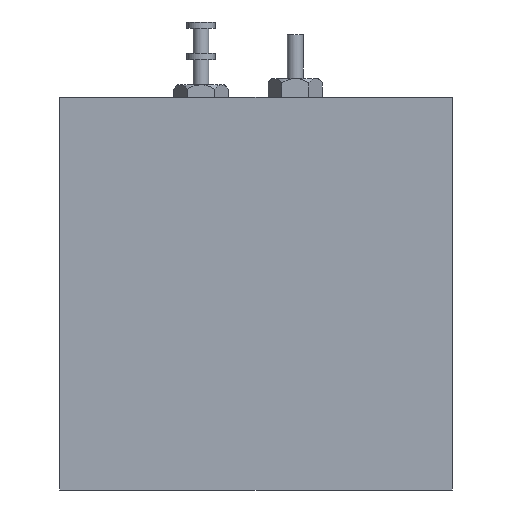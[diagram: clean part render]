
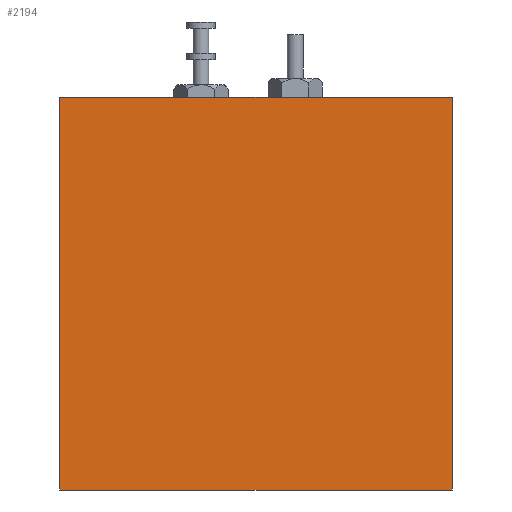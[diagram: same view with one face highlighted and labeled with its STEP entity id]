
A CAD part, front view. The second image highlights one B-rep face of the part: STEP entity #2194.
In plain terms, the highlighted planar face has unit normal (0, -1, 0).
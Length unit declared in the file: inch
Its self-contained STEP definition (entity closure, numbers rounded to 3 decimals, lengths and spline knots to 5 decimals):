
#21 = EDGE_LOOP ( 'NONE', ( #11884, #117, #9258, #7776 ) ) ;
#117 = ORIENTED_EDGE ( 'NONE', *, *, #6966, .F. ) ;
#137 = AXIS2_PLACEMENT_3D ( 'NONE', #6735, #11100, #9020 ) ;
#251 = VERTEX_POINT ( 'NONE', #1494 ) ;
#360 = PLANE ( 'NONE',  #137 ) ;
#533 = LINE ( 'NONE', #9197, #2102 ) ;
#941 = EDGE_CURVE ( 'NONE', #13225, #7450, #2379, .T. ) ;
#1482 = CARTESIAN_POINT ( 'NONE',  ( -0.625, -0.2815, -0.625 ) ) ;
#1494 = CARTESIAN_POINT ( 'NONE',  ( -0.625, -0.2815, 0.625 ) ) ;
#1544 = EDGE_CURVE ( 'NONE', #7450, #12790, #10155, .T. ) ;
#2102 = VECTOR ( 'NONE', #13574, 39.37008 ) ;
#2194 = ADVANCED_FACE ( 'NONE', ( #10175 ), #360, .T. ) ;
#2279 = DIRECTION ( 'NONE',  ( -1., 0., 0. ) ) ;
#2379 = LINE ( 'NONE', #13406, #7657 ) ;
#3115 = CARTESIAN_POINT ( 'NONE',  ( 0.625, -0.2815, -0.625 ) ) ;
#3921 = LINE ( 'NONE', #13674, #6161 ) ;
#4359 = CARTESIAN_POINT ( 'NONE',  ( 0.625, -0.2815, 0.625 ) ) ;
#4897 = VECTOR ( 'NONE', #2279, 39.37008 ) ;
#6161 = VECTOR ( 'NONE', #7364, 39.37008 ) ;
#6735 = CARTESIAN_POINT ( 'NONE',  ( 0., -0.2815, 0. ) ) ;
#6890 = DIRECTION ( 'NONE',  ( 0., 0., -1. ) ) ;
#6966 = EDGE_CURVE ( 'NONE', #251, #13225, #3921, .T. ) ;
#7364 = DIRECTION ( 'NONE',  ( 1., 0., 0. ) ) ;
#7450 = VERTEX_POINT ( 'NONE', #3115 ) ;
#7657 = VECTOR ( 'NONE', #6890, 39.37008 ) ;
#7776 = ORIENTED_EDGE ( 'NONE', *, *, #1544, .F. ) ;
#7944 = CARTESIAN_POINT ( 'NONE',  ( -0.625, -0.2815, -0.625 ) ) ;
#9020 = DIRECTION ( 'NONE',  ( 0., 0., -1. ) ) ;
#9197 = CARTESIAN_POINT ( 'NONE',  ( -0.625, -0.2815, 0.625 ) ) ;
#9258 = ORIENTED_EDGE ( 'NONE', *, *, #12449, .F. ) ;
#10155 = LINE ( 'NONE', #1482, #4897 ) ;
#10175 = FACE_OUTER_BOUND ( 'NONE', #21, .T. ) ;
#11100 = DIRECTION ( 'NONE',  ( 0., -1., 0. ) ) ;
#11884 = ORIENTED_EDGE ( 'NONE', *, *, #941, .F. ) ;
#12449 = EDGE_CURVE ( 'NONE', #12790, #251, #533, .T. ) ;
#12790 = VERTEX_POINT ( 'NONE', #7944 ) ;
#13225 = VERTEX_POINT ( 'NONE', #4359 ) ;
#13406 = CARTESIAN_POINT ( 'NONE',  ( 0.625, -0.2815, 0.625 ) ) ;
#13574 = DIRECTION ( 'NONE',  ( 0., 0., 1. ) ) ;
#13674 = CARTESIAN_POINT ( 'NONE',  ( -0.625, -0.2815, 0.625 ) ) ;
